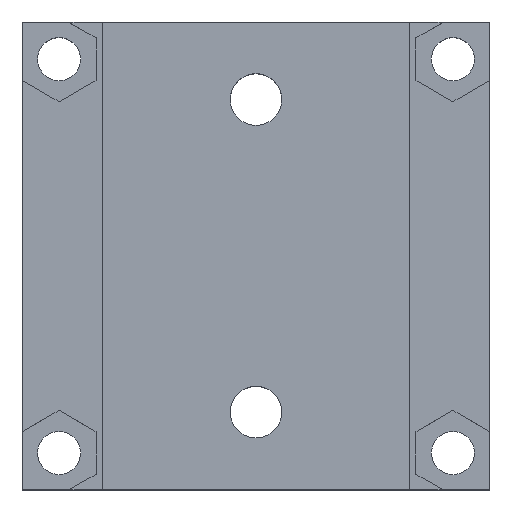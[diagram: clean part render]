
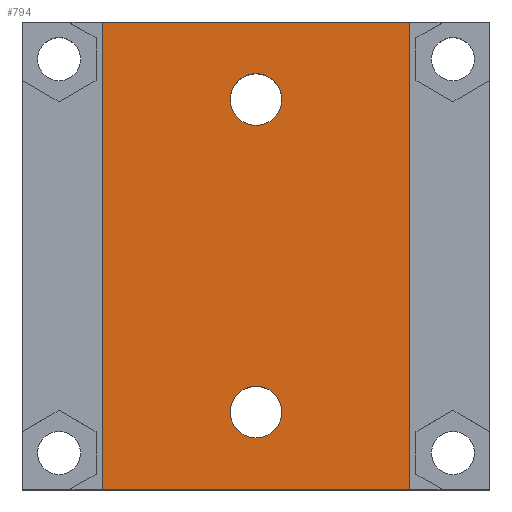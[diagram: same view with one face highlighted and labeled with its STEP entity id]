
A CAD part, top view. The second image highlights one B-rep face of the part: STEP entity #794.
In plain terms, the highlighted planar face has unit normal (0, 0, 1).
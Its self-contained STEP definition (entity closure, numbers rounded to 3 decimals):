
#42=FACE_BOUND('',#135,.T.);
#43=FACE_BOUND('',#136,.T.);
#58=PLANE('',#863);
#92=FACE_OUTER_BOUND('',#134,.T.);
#134=EDGE_LOOP('',(#584,#585,#586,#587));
#135=EDGE_LOOP('',(#588));
#136=EDGE_LOOP('',(#589));
#184=LINE('',#1151,#276);
#188=LINE('',#1160,#280);
#190=LINE('',#1163,#282);
#191=LINE('',#1164,#283);
#276=VECTOR('',#939,10.);
#280=VECTOR('',#945,10.);
#282=VECTOR('',#949,10.);
#283=VECTOR('',#950,10.);
#370=CIRCLE('',#864,2.1);
#371=CIRCLE('',#865,2.1);
#392=VERTEX_POINT('',#1148);
#393=VERTEX_POINT('',#1150);
#396=VERTEX_POINT('',#1157);
#397=VERTEX_POINT('',#1159);
#398=VERTEX_POINT('',#1165);
#399=VERTEX_POINT('',#1167);
#466=EDGE_CURVE('',#393,#392,#184,.T.);
#470=EDGE_CURVE('',#397,#396,#188,.T.);
#472=EDGE_CURVE('',#396,#393,#190,.T.);
#473=EDGE_CURVE('',#392,#397,#191,.T.);
#474=EDGE_CURVE('',#398,#398,#370,.T.);
#475=EDGE_CURVE('',#399,#399,#371,.T.);
#584=ORIENTED_EDGE('',*,*,#470,.T.);
#585=ORIENTED_EDGE('',*,*,#472,.T.);
#586=ORIENTED_EDGE('',*,*,#466,.T.);
#587=ORIENTED_EDGE('',*,*,#473,.T.);
#588=ORIENTED_EDGE('',*,*,#474,.T.);
#589=ORIENTED_EDGE('',*,*,#475,.T.);
#794=ADVANCED_FACE('',(#92,#42,#43),#58,.T.);
#863=AXIS2_PLACEMENT_3D('',#1162,#947,#948);
#864=AXIS2_PLACEMENT_3D('',#1166,#951,#952);
#865=AXIS2_PLACEMENT_3D('',#1168,#953,#954);
#939=DIRECTION('',(0.,-1.,0.));
#945=DIRECTION('',(0.,1.,0.));
#947=DIRECTION('center_axis',(0.,0.,1.));
#948=DIRECTION('ref_axis',(1.,0.,0.));
#949=DIRECTION('',(-1.,0.,0.));
#950=DIRECTION('',(1.,0.,0.));
#951=DIRECTION('center_axis',(0.,0.,-1.));
#952=DIRECTION('ref_axis',(-1.,0.,0.));
#953=DIRECTION('center_axis',(0.,0.,-1.));
#954=DIRECTION('ref_axis',(-1.,0.,0.));
#1148=CARTESIAN_POINT('',(-12.5,-19.,15.));
#1150=CARTESIAN_POINT('',(-12.5,19.,15.));
#1151=CARTESIAN_POINT('',(-12.5,19.,15.));
#1157=CARTESIAN_POINT('',(12.5,19.,15.));
#1159=CARTESIAN_POINT('',(12.5,-19.,15.));
#1160=CARTESIAN_POINT('',(12.5,-19.,15.));
#1162=CARTESIAN_POINT('Origin',(0.,0.,15.));
#1163=CARTESIAN_POINT('',(15.196,19.,15.));
#1164=CARTESIAN_POINT('',(-12.5,-19.,15.));
#1165=CARTESIAN_POINT('',(-2.1,12.7,15.));
#1166=CARTESIAN_POINT('Origin',(0.,12.7,15.));
#1167=CARTESIAN_POINT('',(-2.1,-12.7,15.));
#1168=CARTESIAN_POINT('Origin',(0.,-12.7,15.));
